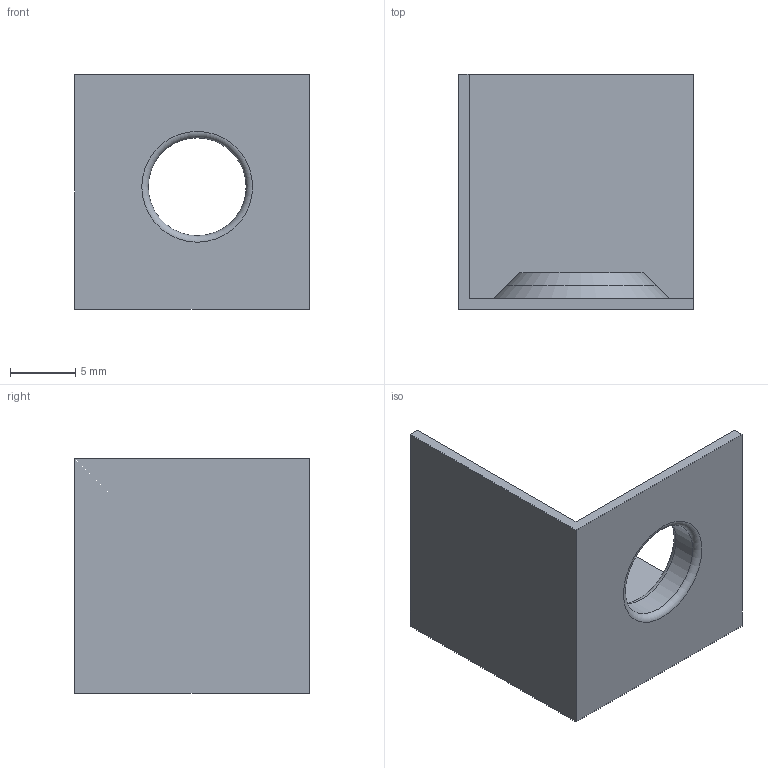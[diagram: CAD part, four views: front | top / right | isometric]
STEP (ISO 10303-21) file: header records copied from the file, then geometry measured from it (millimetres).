
FILE_DESCRIPTION(/* description */ (''),/* implementation_level */ '2;1');
FILE_NAME(/* name */ 'corner_cover_hole.stp',/* time_stamp */ '2024-01-02T21:00:42+01:00',/* author */ (''),/* organization */ (''),/* preprocessor_version */ 'ST-DEVELOPER v16',/* originating_system */ 'SIEMENS PLM Software NX 11.0',/* authorisation */ '');
FILE_SCHEMA (('AP203_CONFIGURATION_CONTROLLED_3D_DESIGN_OF_MECHANICAL_PARTS_AND_ASSEMBLIES_MIM_LF { 1 0 10303 403 2 1 2}'));
Length unit declared in the file: millimetre
Products named in the file (1): rog_otwor
Bounding box: 18 x 18 x 18 mm (x, y, z)
Volume: 827.1 mm3; surface area: 1941.7 mm2
Topology: 1 solids, 1 shells, 15 faces, 35 edges, 23 vertices
Faces by surface type: plane 10, cone 2, torus 2, cylinder 1
Full cylindrical faces by diameter (mm): 7.5 x1
Entity records: 483 total; most frequent: DIRECTION 67, CARTESIAN_POINT 65, ORIENTED_EDGE 56, EDGE_CURVE 28, EDGE_LOOP 23, AXIS2_PLACEMENT_3D 23, VERTEX_POINT 21, LINE 21
